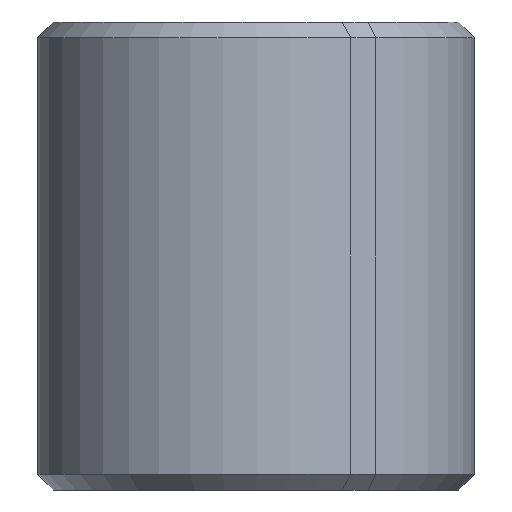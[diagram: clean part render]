
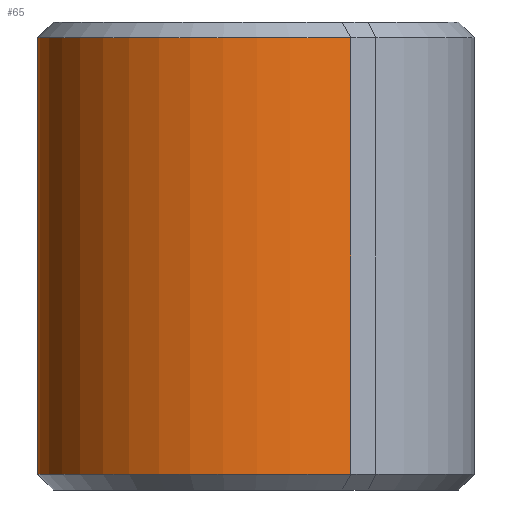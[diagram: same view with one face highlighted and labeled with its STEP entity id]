
A CAD part, left-side view. The second image highlights one B-rep face of the part: STEP entity #65.
In plain terms, the highlighted cylindrical face has radius 13 mm (diameter 26 mm), a partial arc.
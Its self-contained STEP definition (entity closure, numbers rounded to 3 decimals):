
#65=ADVANCED_FACE('',(#188),#190,.T.);
#188=FACE_BOUND('',#189,.T.);
#189=EDGE_LOOP('',(#519,#520,#521,#522));
#190=CYLINDRICAL_SURFACE('',#191,13.);
#191=AXIS2_PLACEMENT_3D('',#192,#193,#194);
#192=CARTESIAN_POINT('',(-12.264,0.678,0.));
#193=DIRECTION('',(0.,0.,1.));
#194=DIRECTION('',(0.,1.,0.));
#519=ORIENTED_EDGE('',*,*,#734,.F.);
#520=ORIENTED_EDGE('',*,*,#735,.F.);
#521=ORIENTED_EDGE('',*,*,#736,.T.);
#522=ORIENTED_EDGE('',*,*,#732,.T.);
#732=EDGE_CURVE('',#881,#879,#882,.T.);
#734=EDGE_CURVE('',#884,#879,#885,.T.);
#735=EDGE_CURVE('',#886,#884,#887,.T.);
#736=EDGE_CURVE('',#886,#881,#888,.T.);
#879=VERTEX_POINT('',#1165);
#881=VERTEX_POINT('',#1170);
#882=LINE('',#1171,#1172);
#884=VERTEX_POINT('',#1178);
#885=CIRCLE('',#1179,13.);
#886=VERTEX_POINT('',#1183);
#887=LINE('',#1184,#1185);
#888=CIRCLE('',#1187,13.);
#1165=CARTESIAN_POINT('',(-23.171,-6.396,29.));
#1170=CARTESIAN_POINT('',(-23.171,-6.396,1.));
#1171=CARTESIAN_POINT('',(-23.171,-6.396,1.));
#1172=VECTOR('',#1173,1.);
#1173=DIRECTION('',(0.,0.,1.));
#1178=CARTESIAN_POINT('',(-12.264,13.678,29.));
#1179=AXIS2_PLACEMENT_3D('',#1180,#1181,#1182);
#1180=CARTESIAN_POINT('',(-12.264,0.678,29.));
#1181=DIRECTION('',(0.,0.,1.));
#1182=DIRECTION('',(0.,1.,0.));
#1183=CARTESIAN_POINT('',(-12.264,13.678,1.));
#1184=CARTESIAN_POINT('',(-12.264,13.678,1.));
#1185=VECTOR('',#1186,1.);
#1186=DIRECTION('',(0.,0.,1.));
#1187=AXIS2_PLACEMENT_3D('',#1188,#1189,#1190);
#1188=CARTESIAN_POINT('',(-12.264,0.678,1.));
#1189=DIRECTION('',(0.,0.,1.));
#1190=DIRECTION('',(0.,1.,0.));
